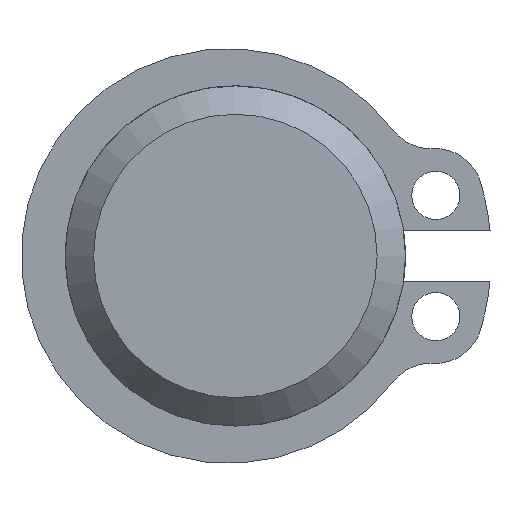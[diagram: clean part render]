
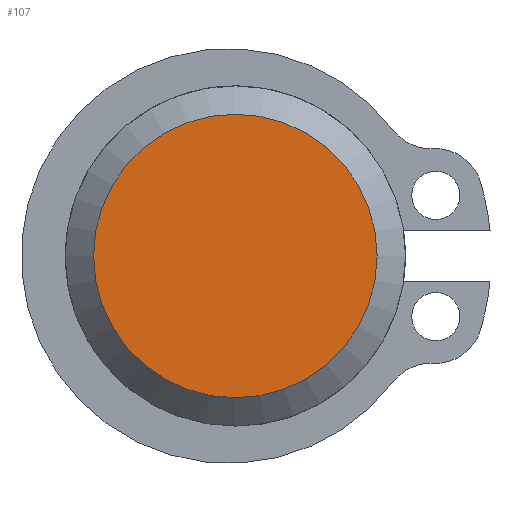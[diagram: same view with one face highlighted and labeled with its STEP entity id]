
A CAD part, left-side view. The second image highlights one B-rep face of the part: STEP entity #107.
In plain terms, the highlighted planar face has unit normal (-1, 0, 0).
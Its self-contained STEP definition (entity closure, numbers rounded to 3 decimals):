
#107 = ADVANCED_FACE( '', ( #232 ), #233, .F. );
#232 = FACE_OUTER_BOUND( '', #373, .T. );
#233 = PLANE( '', #374 );
#373 = EDGE_LOOP( '', ( #615 ) );
#374 = AXIS2_PLACEMENT_3D( '', #616, #617, #618 );
#615 = ORIENTED_EDGE( '', *, *, #767, .F. );
#616 = CARTESIAN_POINT( '', ( -23., 0., 0. ) );
#617 = DIRECTION( '', ( 1., 0., 0. ) );
#618 = DIRECTION( '', ( 0., 0., -1. ) );
#767 = EDGE_CURVE( '', #895, #895, #896, .T. );
#895 = VERTEX_POINT( '', #1082 );
#896 = CIRCLE( '', #1083, 5. );
#1082 = CARTESIAN_POINT( '', ( -23., 0., -5. ) );
#1083 = AXIS2_PLACEMENT_3D( '', #1305, #1306, #1307 );
#1305 = CARTESIAN_POINT( '', ( -23., 0., 0. ) );
#1306 = DIRECTION( '', ( 1., 0., 0. ) );
#1307 = DIRECTION( '', ( 0., 0., -1. ) );
